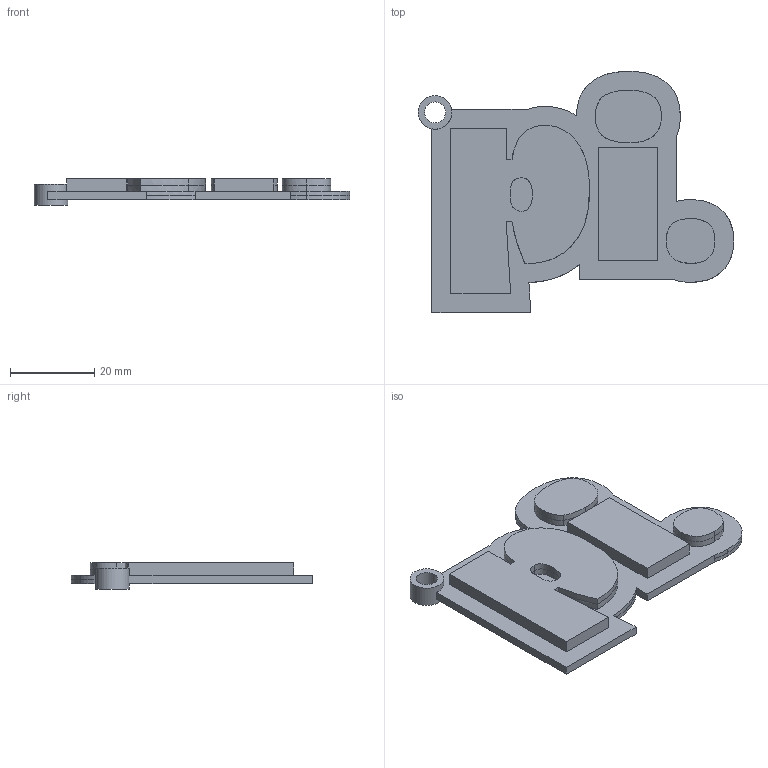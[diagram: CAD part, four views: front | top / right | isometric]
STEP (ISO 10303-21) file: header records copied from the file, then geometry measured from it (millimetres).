
FILE_DESCRIPTION(/* description */ (''),/* implementation_level */ '2;1');
FILE_NAME(/* name */ 'pi.charm.step',/* time_stamp */ '2026-02-07T10:58:34+05:30',/* author */ (''),/* organization */ (''),/* preprocessor_version */ 'ST-DEVELOPER v20.1',/* originating_system */ 'Autodesk Translation Framework v14.24.0.0',/* authorisation */ '');
FILE_SCHEMA (('AUTOMOTIVE_DESIGN { 1 0 10303 214 3 1 1 }'));
Length unit declared in the file: millimetre
Products named in the file (1): 2026-02-06-18-58-43-999
Bounding box: 75.02 x 57.38 x 6.3 mm (x, y, z)
Volume: 11000.1 mm3; surface area: 7635.1 mm2
Topology: 1 solids, 1 shells, 107 faces, 264 edges, 165 vertices
Faces by surface type: bspline 76, plane 29, cylinder 2
Full cylindrical faces by diameter (mm): 5 x1, 8 x1
Entity records: 4021 total; most frequent: CARTESIAN_POINT 1863, ORIENTED_EDGE 528, EDGE_CURVE 264, DIRECTION 220, VERTEX_POINT 165, LINE 144, VECTOR 144, EDGE_LOOP 115
